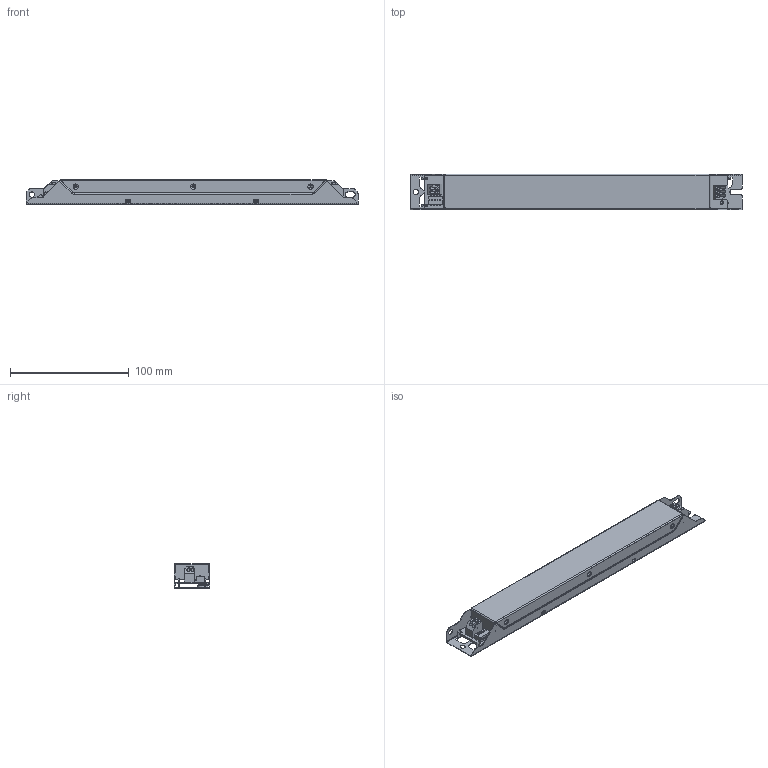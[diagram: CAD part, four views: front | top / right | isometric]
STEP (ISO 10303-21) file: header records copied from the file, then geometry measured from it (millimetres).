
FILE_DESCRIPTION(('STEP AP214'), '1');
FILE_NAME('ﾈﾏﾑ 2001 2010 ﾒﾄ', '2021-05-22T15:59:16', ('admin'), (''), 'ASCON STEP Converter 1.6', 'ASCON Math Kernel', '');
FILE_SCHEMA(('AUTOMOTIVE_DESIGN { 1 0 10303 214 3 1 1}'));
Length unit declared in the file: millimetre
Bounding box: 280 x 30 x 21 mm (x, y, z)
Volume: 28337.3 mm3; surface area: 68544.3 mm2
Topology: 1 solids, 1 shells, 575 faces, 1545 edges, 958 vertices
Faces by surface type: plane 319, cylinder 154, torus 61, cone 19, sphere 17, bspline 4, extrusion 1
Full cylindrical faces by diameter (mm): 1.8 x2, 2.9 x1, 4.5 x8, 5.6 x1
Entity records: 18111 total; most frequent: CARTESIAN_POINT 3710, DIRECTION 2992, ORIENTED_EDGE 2956, EDGE_CURVE 1478, VECTOR 1008, LINE 1007, AXIS2_PLACEMENT_3D 992, VERTEX_POINT 958
